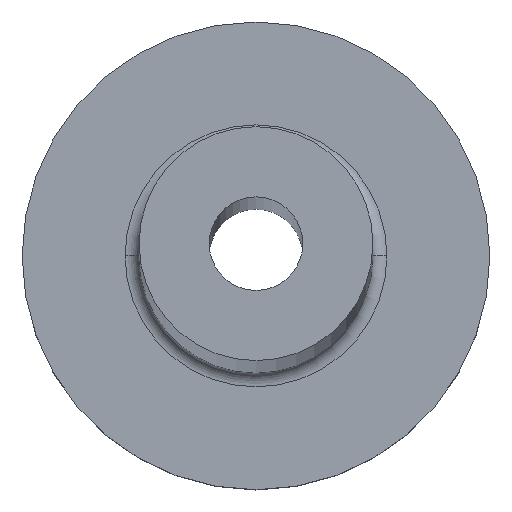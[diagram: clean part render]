
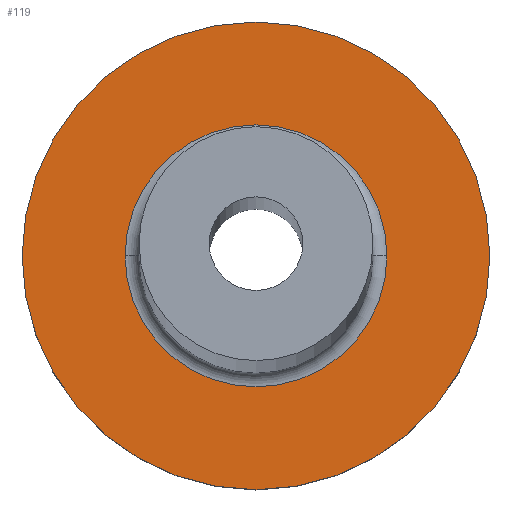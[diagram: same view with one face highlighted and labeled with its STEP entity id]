
A CAD part, top view. The second image highlights one B-rep face of the part: STEP entity #119.
In plain terms, the highlighted planar face has unit normal (0, 0, 1).
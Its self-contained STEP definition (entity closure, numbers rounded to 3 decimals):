
#15 = ORIENTED_EDGE ( 'NONE', *, *, #64, .T. ) ;
#25 = CARTESIAN_POINT ( 'NONE',  ( -2.8, 0., 3. ) ) ;
#37 = DIRECTION ( 'NONE',  ( 0., 0., 1. ) ) ;
#38 = CIRCLE ( 'NONE', #220, 2.8 ) ;
#51 = DIRECTION ( 'NONE',  ( 1., 0., 0. ) ) ;
#55 = EDGE_CURVE ( 'NONE', #146, #373, #357, .T. ) ;
#64 = EDGE_CURVE ( 'NONE', #121, #81, #271, .T. ) ;
#69 = DIRECTION ( 'NONE',  ( 1., 0., 0. ) ) ;
#81 = VERTEX_POINT ( 'NONE', #221 ) ;
#84 = DIRECTION ( 'NONE',  ( 0., 0., 1. ) ) ;
#95 = DIRECTION ( 'NONE',  ( 0., 0., -1. ) ) ;
#104 = EDGE_LOOP ( 'NONE', ( #301, #15 ) ) ;
#106 = AXIS2_PLACEMENT_3D ( 'NONE', #358, #95, #69 ) ;
#119 = ADVANCED_FACE ( 'NONE', ( #200, #316 ), #319, .T. ) ;
#121 = VERTEX_POINT ( 'NONE', #25 ) ;
#126 = ORIENTED_EDGE ( 'NONE', *, *, #55, .T. ) ;
#131 = DIRECTION ( 'NONE',  ( 0., 0., -1. ) ) ;
#145 = EDGE_CURVE ( 'NONE', #81, #121, #38, .T. ) ;
#146 = VERTEX_POINT ( 'NONE', #228 ) ;
#153 = DIRECTION ( 'NONE',  ( 1., 0., 0. ) ) ;
#159 = ORIENTED_EDGE ( 'NONE', *, *, #177, .T. ) ;
#166 = DIRECTION ( 'NONE',  ( 0., 0., 1. ) ) ;
#177 = EDGE_CURVE ( 'NONE', #373, #146, #180, .T. ) ;
#180 = CIRCLE ( 'NONE', #342, 5. ) ;
#196 = CARTESIAN_POINT ( 'NONE',  ( 0., 0., 3. ) ) ;
#200 = FACE_BOUND ( 'NONE', #104, .T. ) ;
#204 = CARTESIAN_POINT ( 'NONE',  ( 0., 0., 3. ) ) ;
#220 = AXIS2_PLACEMENT_3D ( 'NONE', #324, #131, #250 ) ;
#221 = CARTESIAN_POINT ( 'NONE',  ( 2.8, 0., 3. ) ) ;
#228 = CARTESIAN_POINT ( 'NONE',  ( -5., 0., 3. ) ) ;
#229 = AXIS2_PLACEMENT_3D ( 'NONE', #196, #84, #51 ) ;
#250 = DIRECTION ( 'NONE',  ( 1., 0., 0. ) ) ;
#256 = EDGE_LOOP ( 'NONE', ( #126, #159 ) ) ;
#257 = DIRECTION ( 'NONE',  ( 1., 0., 0. ) ) ;
#268 = CARTESIAN_POINT ( 'NONE',  ( 5., 0., 3. ) ) ;
#271 = CIRCLE ( 'NONE', #106, 2.8 ) ;
#285 = AXIS2_PLACEMENT_3D ( 'NONE', #366, #37, #153 ) ;
#301 = ORIENTED_EDGE ( 'NONE', *, *, #145, .T. ) ;
#316 = FACE_OUTER_BOUND ( 'NONE', #256, .T. ) ;
#319 = PLANE ( 'NONE',  #229 ) ;
#324 = CARTESIAN_POINT ( 'NONE',  ( 0., 0., 3. ) ) ;
#342 = AXIS2_PLACEMENT_3D ( 'NONE', #204, #166, #257 ) ;
#357 = CIRCLE ( 'NONE', #285, 5. ) ;
#358 = CARTESIAN_POINT ( 'NONE',  ( 0., 0., 3. ) ) ;
#366 = CARTESIAN_POINT ( 'NONE',  ( 0., 0., 3. ) ) ;
#373 = VERTEX_POINT ( 'NONE', #268 ) ;
